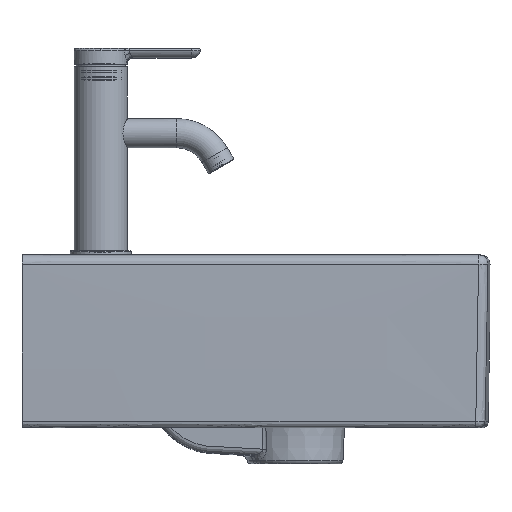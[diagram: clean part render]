
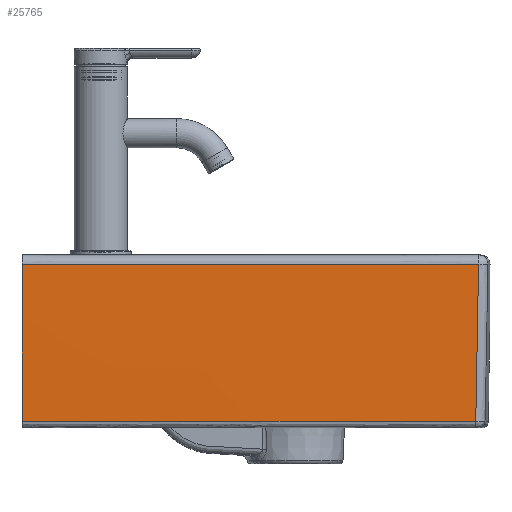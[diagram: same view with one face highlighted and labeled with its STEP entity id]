
A CAD part, front view. The second image highlights one B-rep face of the part: STEP entity #25765.
In plain terms, the highlighted free-form (B-spline) face has degree [5, 3] with [6, 4] control points.
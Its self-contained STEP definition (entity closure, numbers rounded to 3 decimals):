
#24484=CARTESIAN_POINT('',(0.,-224.926,-7.077));
#24485=VERTEX_POINT('',#24484);
#24505=CARTESIAN_POINT('',(343.026,-224.93,-7.072));
#24506=VERTEX_POINT('',#24505);
#24507=CARTESIAN_POINT('',(343.026,-224.93,-7.072));
#24508=CARTESIAN_POINT('',(331.293,-224.937,-7.065));
#24509=CARTESIAN_POINT('',(319.501,-224.944,-7.059));
#24510=CARTESIAN_POINT('',(307.354,-224.95,-7.054));
#24511=CARTESIAN_POINT('',(296.725,-224.955,-7.049));
#24512=CARTESIAN_POINT('',(285.809,-224.959,-7.044));
#24513=CARTESIAN_POINT('',(274.778,-224.963,-7.04));
#24514=CARTESIAN_POINT('',(273.204,-224.964,-7.04));
#24515=CARTESIAN_POINT('',(271.629,-224.964,-7.039));
#24516=CARTESIAN_POINT('',(270.053,-224.965,-7.039));
#24517=CARTESIAN_POINT('',(189.184,-224.992,-7.012));
#24518=CARTESIAN_POINT('',(108.313,-224.985,-7.019));
#24519=CARTESIAN_POINT('',(27.445,-224.942,-7.061));
#24520=CARTESIAN_POINT('',(18.325,-224.937,-7.066));
#24521=CARTESIAN_POINT('',(9.191,-224.932,-7.071));
#24522=CARTESIAN_POINT('',(0.,-224.926,-7.077));
#24523=B_SPLINE_CURVE_WITH_KNOTS('',3,(#24507,#24508,#24509,#24510,#24511,#24512,#24513,#24514,#24515,#24516,#24517,#24518,#24519,#24520,#24521,#24522),.UNSPECIFIED.,.F.,.U.,(4,3,3,3,3,4),(116.436,169.964,216.808,223.492,566.586,605.276),.UNSPECIFIED.);
#24524=EDGE_CURVE('',#24506,#24485,#24523,.T.);
#25712=CARTESIAN_POINT('',(343.026,-224.931,-7.012));
#25713=CARTESIAN_POINT('',(274.423,-224.972,-7.012));
#25714=CARTESIAN_POINT('',(205.819,-224.991,-7.012));
#25715=CARTESIAN_POINT('',(137.207,-224.991,-7.012));
#25716=CARTESIAN_POINT('',(68.603,-224.969,-7.012));
#25717=CARTESIAN_POINT('',(0.,-224.927,-7.012));
#25718=CARTESIAN_POINT('',(343.026,-224.524,-46.393));
#25719=CARTESIAN_POINT('',(274.423,-224.792,-46.391));
#25720=CARTESIAN_POINT('',(205.819,-224.924,-46.39));
#25721=CARTESIAN_POINT('',(137.207,-224.918,-46.39));
#25722=CARTESIAN_POINT('',(68.603,-224.776,-46.391));
#25723=CARTESIAN_POINT('',(0.,-224.496,-46.393));
#25724=CARTESIAN_POINT('',(343.026,-223.784,-85.771));
#25725=CARTESIAN_POINT('',(274.423,-224.281,-85.768));
#25726=CARTESIAN_POINT('',(205.819,-224.524,-85.767));
#25727=CARTESIAN_POINT('',(137.207,-224.514,-85.767));
#25728=CARTESIAN_POINT('',(68.603,-224.25,-85.769));
#25729=CARTESIAN_POINT('',(0.,-223.733,-85.771));
#25730=CARTESIAN_POINT('',(343.026,-222.712,-125.139));
#25731=CARTESIAN_POINT('',(274.423,-223.437,-125.139));
#25732=CARTESIAN_POINT('',(205.819,-223.792,-125.139));
#25733=CARTESIAN_POINT('',(137.207,-223.777,-125.139));
#25734=CARTESIAN_POINT('',(68.603,-223.392,-125.139));
#25735=CARTESIAN_POINT('',(0.,-222.637,-125.139));
#25736=B_SPLINE_SURFACE_WITH_KNOTS('',5,3,((#25712,#25718,#25724,#25730),(#25713,#25719,#25725,#25731),(#25714,#25720,#25726,#25732),(#25715,#25721,#25727,#25733),(#25716,#25722,#25728,#25734),(#25717,#25723,#25729,#25735)),.UNSPECIFIED.,.F.,.F.,.U.,(6,6),(4,4),(6.974,350.0),(43789.698,43907.848),.UNSPECIFIED.);
#25737=CARTESIAN_POINT('',(340.91,-222.734,-125.135));
#25738=VERTEX_POINT('',#25737);
#25739=CARTESIAN_POINT('',(343.026,-224.93,-7.072));
#25740=CARTESIAN_POINT('',(342.643,-224.523,-46.436));
#25741=CARTESIAN_POINT('',(341.935,-223.788,-85.795));
#25742=CARTESIAN_POINT('',(340.91,-222.734,-125.135));
#25743=B_SPLINE_CURVE_WITH_KNOTS('',3,(#25739,#25740,#25741,#25742),.UNSPECIFIED.,.F.,.U.,(4,4),(46.782,213.808),.UNSPECIFIED.);
#25744=EDGE_CURVE('',#25738,#24506,#25743,.F.);
#25745=ORIENTED_EDGE('',*,*,#25744,.T.);
#25746=ORIENTED_EDGE('',*,*,#24524,.T.);
#25747=CARTESIAN_POINT('',(0.,-222.637,-125.139));
#25748=VERTEX_POINT('',#25747);
#25749=CARTESIAN_POINT('',(0.,6774.713,69.586));
#25750=DIRECTION('',(-1.0,0.,0.));
#25751=DIRECTION('',(0.,-1.,-0.011));
#25752=AXIS2_PLACEMENT_3D('',#25749,#25750,#25751);
#25753=CIRCLE('',#25752,7000.059);
#25754=EDGE_CURVE('',#25748,#24485,#25753,.T.);
#25755=ORIENTED_EDGE('',*,*,#25754,.F.);
#25756=CARTESIAN_POINT('',(174.848,1200.394,-181.953));
#25757=DIRECTION('',(0.,-0.04,-0.999));
#25758=DIRECTION('',(1.,0.,0.));
#25759=AXIS2_PLACEMENT_3D('',#25756,#25757,#25758);
#25760=ELLIPSE('',#25759,4758.371,1425.129);
#25761=EDGE_CURVE('',#25748,#25738,#25760,.F.);
#25762=ORIENTED_EDGE('',*,*,#25761,.T.);
#25763=EDGE_LOOP('',(#25745,#25746,#25755,#25762));
#25764=FACE_OUTER_BOUND('',#25763,.T.);
#25765=ADVANCED_FACE('',(#25764),#25736,.T.);
